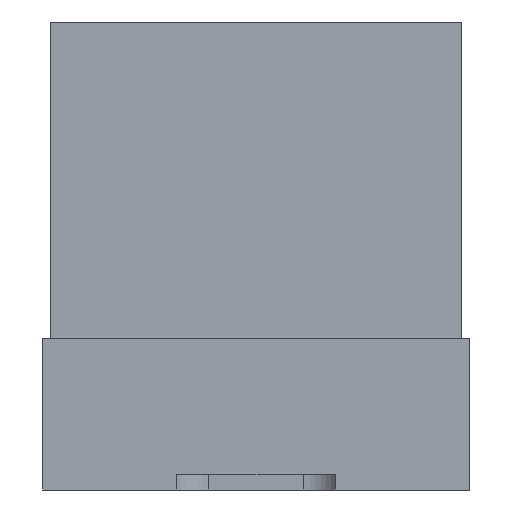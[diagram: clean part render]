
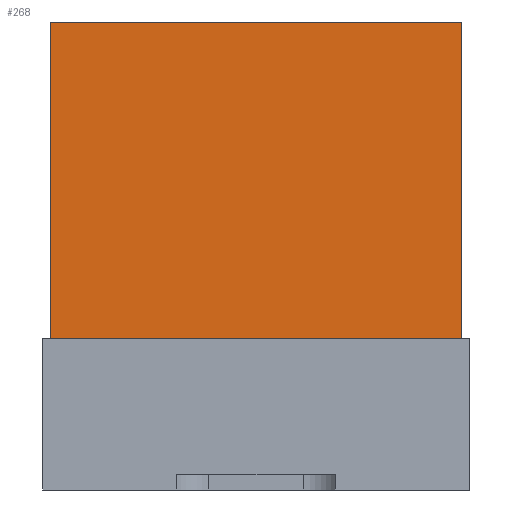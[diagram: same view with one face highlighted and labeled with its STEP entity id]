
A CAD part, left-side view. The second image highlights one B-rep face of the part: STEP entity #268.
In plain terms, the highlighted planar face has unit normal (-1, 0, 0).
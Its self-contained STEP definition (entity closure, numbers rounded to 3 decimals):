
#268=ADVANCED_FACE('',(#977),#694,.F.);
#694=PLANE('',#8360);
#977=FACE_OUTER_BOUND('',#1535,.T.);
#1535=EDGE_LOOP('',(#2718,#2719,#2720,#2721));
#2718=ORIENTED_EDGE('',*,*,#5688,.T.);
#2719=ORIENTED_EDGE('',*,*,#5698,.T.);
#2720=ORIENTED_EDGE('',*,*,#5674,.F.);
#2721=ORIENTED_EDGE('',*,*,#5483,.F.);
#4721=VERTEX_POINT('',#10715);
#4722=VERTEX_POINT('',#10716);
#4894=VERTEX_POINT('',#11173);
#4906=VERTEX_POINT('',#11207);
#5483=EDGE_CURVE('',#4721,#4722,#6559,.T.);
#5674=EDGE_CURVE('',#4722,#4894,#6696,.T.);
#5688=EDGE_CURVE('',#4721,#4906,#6707,.T.);
#5698=EDGE_CURVE('',#4906,#4894,#6717,.T.);
#6559=LINE('',#10714,#7404);
#6696=LINE('',#11182,#7541);
#6707=LINE('',#11208,#7552);
#6717=LINE('',#11223,#7562);
#7404=VECTOR('',#8727,1.);
#7541=VECTOR('',#8946,1.);
#7552=VECTOR('',#8969,1.);
#7562=VECTOR('',#8983,1.);
#8360=AXIS2_PLACEMENT_3D('',#11231,#8992,#8993);
#8727=DIRECTION('',(0.,-1.,0.));
#8946=DIRECTION('',(0.,0.,-1.));
#8969=DIRECTION('',(0.,0.,-1.));
#8983=DIRECTION('',(0.,-1.,0.));
#8992=DIRECTION('',(1.,0.,0.));
#8993=DIRECTION('',(0.,0.,-1.));
#10714=CARTESIAN_POINT('',(-13.4,6.5,15.6));
#10715=CARTESIAN_POINT('',(-13.4,6.5,15.6));
#10716=CARTESIAN_POINT('',(-13.4,-6.5,15.6));
#11173=CARTESIAN_POINT('',(-13.4,-6.5,5.6));
#11182=CARTESIAN_POINT('',(-13.4,-6.5,15.6));
#11207=CARTESIAN_POINT('',(-13.4,6.5,5.6));
#11208=CARTESIAN_POINT('',(-13.4,6.5,15.6));
#11223=CARTESIAN_POINT('',(-13.4,6.5,5.6));
#11231=CARTESIAN_POINT('',(-13.4,6.5,15.6));
